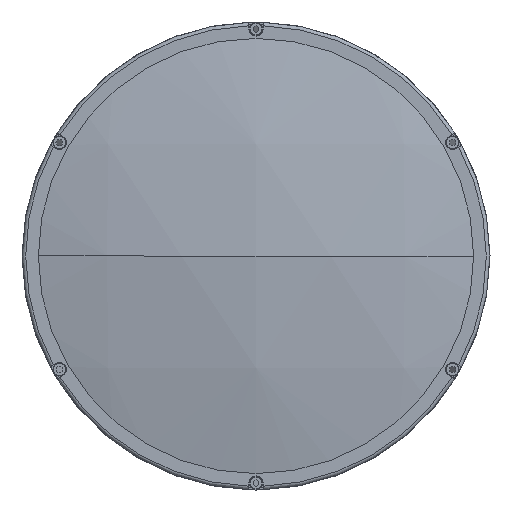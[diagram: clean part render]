
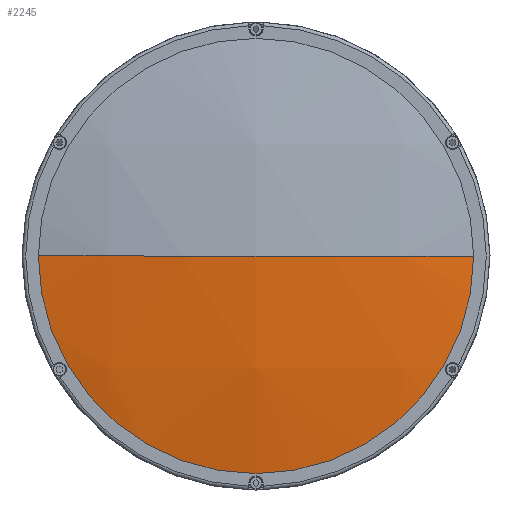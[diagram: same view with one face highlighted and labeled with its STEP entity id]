
A CAD part, left-side view. The second image highlights one B-rep face of the part: STEP entity #2245.
In plain terms, the highlighted spherical face has radius 434.72 mm.
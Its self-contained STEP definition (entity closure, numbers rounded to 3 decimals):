
#36 = CARTESIAN_POINT ( 'NONE',  ( 12.62, 0., 0. ) ) ;
#333 = DIRECTION ( 'NONE',  ( 0., 0., 1. ) ) ;
#431 = CARTESIAN_POINT ( 'NONE',  ( 12.62, 0., 0. ) ) ;
#744 = CARTESIAN_POINT ( 'NONE',  ( 12.62, 0., 0. ) ) ;
#920 = SPHERICAL_SURFACE ( 'NONE', #6188, 434.72 ) ;
#951 = DIRECTION ( 'NONE',  ( 0., 0., 1. ) ) ;
#1151 = DIRECTION ( 'NONE',  ( 0., 0., -1. ) ) ;
#1367 = DIRECTION ( 'NONE',  ( -1., 0., 0. ) ) ;
#1515 = CARTESIAN_POINT ( 'NONE',  ( -422.1, 0., 0. ) ) ;
#1706 = CARTESIAN_POINT ( 'NONE',  ( -411.593, 95., 0. ) ) ;
#1812 = DIRECTION ( 'NONE',  ( 0., 1., 0. ) ) ;
#2245 = ADVANCED_FACE ( 'NONE', ( #3944 ), #920, .T. ) ;
#2417 = CIRCLE ( 'NONE', #6321, 434.72 ) ;
#2458 = DIRECTION ( 'NONE',  ( 0., 0., -1. ) ) ;
#2568 = VERTEX_POINT ( 'NONE', #5413 ) ;
#2591 = DIRECTION ( 'NONE',  ( 0., -1., 0. ) ) ;
#2712 = DIRECTION ( 'NONE',  ( 0., 1., 0. ) ) ;
#2861 = CARTESIAN_POINT ( 'NONE',  ( -411.593, 0., 0. ) ) ;
#2958 = EDGE_CURVE ( 'NONE', #3886, #2568, #6400, .T. ) ;
#3036 = CIRCLE ( 'NONE', #6516, 434.72 ) ;
#3321 = EDGE_LOOP ( 'NONE', ( #5280, #3804, #3471 ) ) ;
#3471 = ORIENTED_EDGE ( 'NONE', *, *, #3782, .F. ) ;
#3782 = EDGE_CURVE ( 'NONE', #3886, #4351, #3036, .T. ) ;
#3804 = ORIENTED_EDGE ( 'NONE', *, *, #4771, .T. ) ;
#3886 = VERTEX_POINT ( 'NONE', #1706 ) ;
#3944 = FACE_OUTER_BOUND ( 'NONE', #3321, .T. ) ;
#4351 = VERTEX_POINT ( 'NONE', #1515 ) ;
#4771 = EDGE_CURVE ( 'NONE', #2568, #4351, #2417, .T. ) ;
#5280 = ORIENTED_EDGE ( 'NONE', *, *, #2958, .T. ) ;
#5413 = CARTESIAN_POINT ( 'NONE',  ( -411.593, -95., 0. ) ) ;
#6188 = AXIS2_PLACEMENT_3D ( 'NONE', #431, #2458, #1812 ) ;
#6321 = AXIS2_PLACEMENT_3D ( 'NONE', #744, #1151, #2712 ) ;
#6394 = AXIS2_PLACEMENT_3D ( 'NONE', #2861, #1367, #333 ) ;
#6400 = CIRCLE ( 'NONE', #6394, 95. ) ;
#6516 = AXIS2_PLACEMENT_3D ( 'NONE', #36, #951, #2591 ) ;
